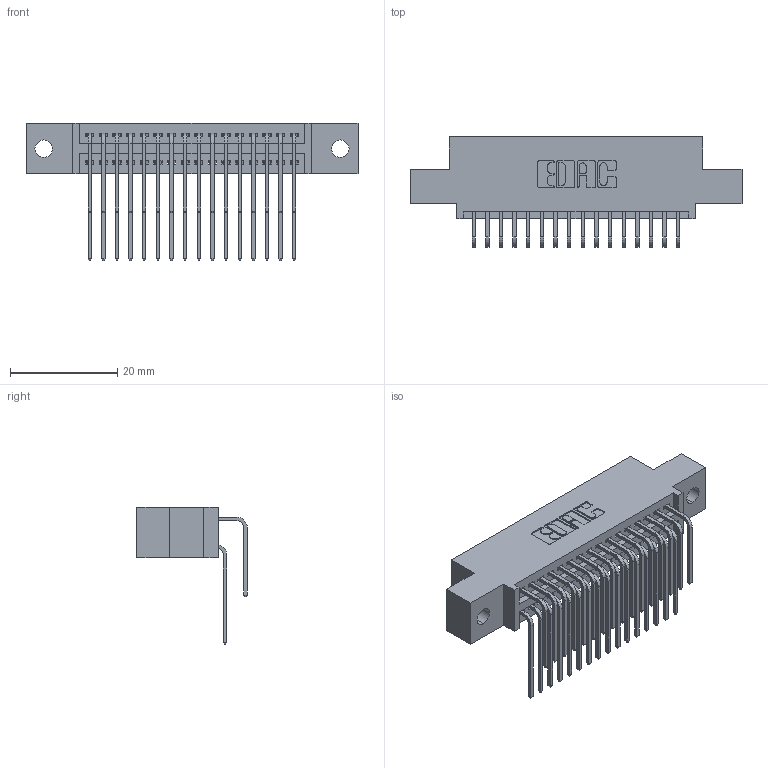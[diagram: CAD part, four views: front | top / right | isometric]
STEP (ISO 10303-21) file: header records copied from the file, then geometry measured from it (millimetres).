
FILE_DESCRIPTION (( 'STEP AP203' ), '1' );
FILE_NAME ('395-032-559-502.STEP', '2018-11-13T00:09:17', ( '' ), ( '' ), 'SwSTEP 2.0', 'SolidWorks 2016', '' );
FILE_SCHEMA (( 'CONFIG_CONTROL_DESIGN' ));
Length unit declared in the file: inch
Products named in the file (4): 345 Part_0.110 Offset - 0.128 Dia; 345-292-001_559 Tail - 2; 345-292-001_558 559 Tail - 1; 395-032-559-502
Assembly tree (33 placements, depth 2):
  395-032-559-502
    345 Part_0.110 Offset - 0.128 Dia
    345-292-001_558 559 Tail - 1  x16
    345-292-001_559 Tail - 2  x16
Bounding box: 61.85 x 20.56 x 25.53 mm (x, y, z)
Volume: 5841.3 mm3; surface area: 8819 mm2
Topology: 33 solids, 33 shells, 1794 faces, 5313 edges, 3498 vertices
Faces by surface type: plane 1204, cylinder 590
Entity records: 17841 total; most frequent: CARTESIAN_POINT 3063, ORIENTED_EDGE 2946, DIRECTION 2705, EDGE_CURVE 1473, LINE 1237, VECTOR 1237, VERTEX_POINT 978, AXIS2_PLACEMENT_3D 734
